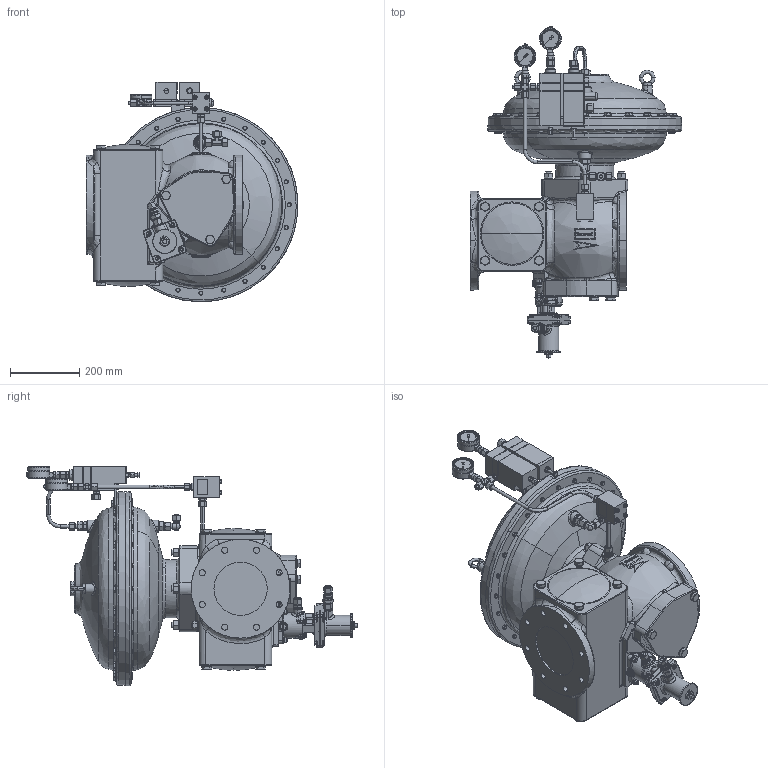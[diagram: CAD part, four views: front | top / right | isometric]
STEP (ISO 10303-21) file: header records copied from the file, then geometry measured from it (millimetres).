
FILE_DESCRIPTION (( 'STEP AP214' ), '1' );
FILE_NAME ('15069700_HON.STEP', '2017-03-15T12:51:39', ( '' ), ( '' ), 'SwSTEP 2.0', 'SolidWorks 2015', '' );
FILE_SCHEMA (( 'AUTOMOTIVE_DESIGN' ));
Length unit declared in the file: millimetre
Products named in the file (1): 15069700_HON
Bounding box: 611 x 956.98 x 633.31 mm (x, y, z)
Volume: 73581209 mm3; surface area: 1845224.5 mm2
Topology: 1 solids, 1 shells, 4416 faces, 10585 edges, 6434 vertices
Faces by surface type: plane 1796, cone 996, cylinder 885, bspline 739
Entity records: 215518 total; most frequent: CARTESIAN_POINT 74477, ORIENTED_EDGE 21056, DIRECTION 18272, EDGE_CURVE 10528, AXIS2_PLACEMENT_3D 7134, VERTEX_POINT 6434, EDGE_LOOP 4758, FACE_OUTER_BOUND 4416
